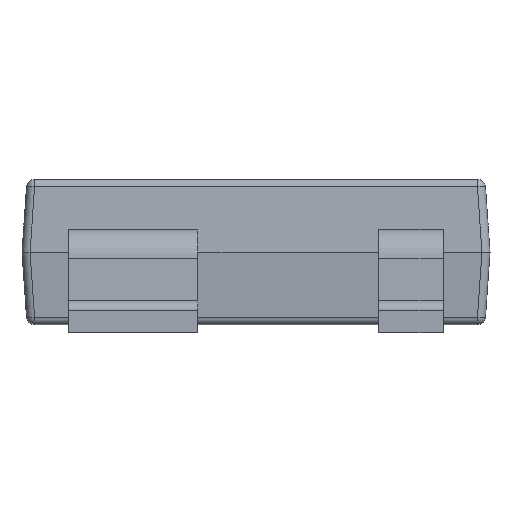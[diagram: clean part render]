
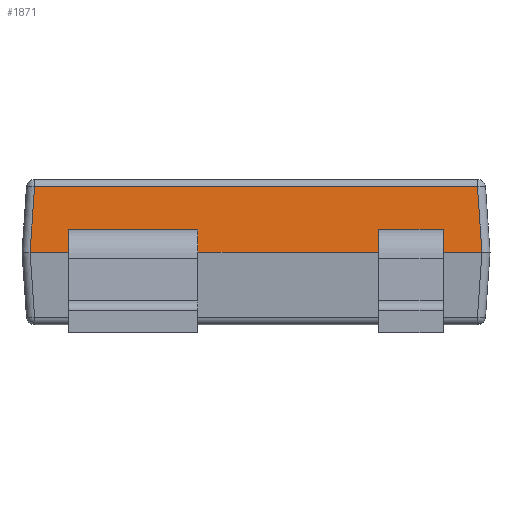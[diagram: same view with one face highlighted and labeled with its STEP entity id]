
A CAD part, front view. The second image highlights one B-rep face of the part: STEP entity #1871.
In plain terms, the highlighted planar face has unit normal (0, -0.998, 0.07).
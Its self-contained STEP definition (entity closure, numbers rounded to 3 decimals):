
#42 = CARTESIAN_POINT ( 'NONE',  ( -1.45, -0.65, 0. ) ) ;
#51 = VERTEX_POINT ( 'NONE', #1799 ) ;
#228 = CARTESIAN_POINT ( 'NONE',  ( 0.76, -0.64, 0.14 ) ) ;
#1531 = VERTEX_POINT ( 'NONE', #20783 ) ;
#1799 = CARTESIAN_POINT ( 'NONE',  ( 1.16, -0.64, 0.14 ) ) ;
#1871 = ADVANCED_FACE ( 'NONE', ( #7321 ), #14507, .T. ) ;
#1902 = VECTOR ( 'NONE', #21795, 1000. ) ;
#1913 = LINE ( 'NONE', #14710, #13250 ) ;
#1967 = CARTESIAN_POINT ( 'NONE',  ( -1.16, -0.65, 0. ) ) ;
#2008 = ORIENTED_EDGE ( 'NONE', *, *, #16934, .T. ) ;
#2071 = CARTESIAN_POINT ( 'NONE',  ( 1.16, -0.65, 0. ) ) ;
#2096 = VERTEX_POINT ( 'NONE', #228 ) ;
#2243 = CARTESIAN_POINT ( 'NONE',  ( -1.372, -0.622, 0.403 ) ) ;
#2747 = ORIENTED_EDGE ( 'NONE', *, *, #2780, .T. ) ;
#2780 = EDGE_CURVE ( 'NONE', #5525, #4830, #1913, .T. ) ;
#3151 = VECTOR ( 'NONE', #3891, 1000. ) ;
#3279 = ORIENTED_EDGE ( 'NONE', *, *, #15868, .F. ) ;
#3413 = VECTOR ( 'NONE', #23466, 1000. ) ;
#3693 = ORIENTED_EDGE ( 'NONE', *, *, #4387, .F. ) ;
#3891 = DIRECTION ( 'NONE',  ( 0., 0.07, 0.998 ) ) ;
#4387 = EDGE_CURVE ( 'NONE', #51, #2096, #18669, .T. ) ;
#4428 = CARTESIAN_POINT ( 'NONE',  ( -1.45, -0.65, 0. ) ) ;
#4693 = VECTOR ( 'NONE', #7244, 1000. ) ;
#4830 = VERTEX_POINT ( 'NONE', #2243 ) ;
#4994 = CARTESIAN_POINT ( 'NONE',  ( -1.4, -0.65, 0. ) ) ;
#5052 = LINE ( 'NONE', #17695, #18326 ) ;
#5193 = CARTESIAN_POINT ( 'NONE',  ( -1.45, -0.65, 0. ) ) ;
#5390 = EDGE_CURVE ( 'NONE', #15255, #13000, #9802, .T. ) ;
#5503 = DIRECTION ( 'NONE',  ( 1., 0., 0. ) ) ;
#5525 = VERTEX_POINT ( 'NONE', #20167 ) ;
#5646 = CARTESIAN_POINT ( 'NONE',  ( -1.45, -0.64, 0.14 ) ) ;
#5664 = VERTEX_POINT ( 'NONE', #4994 ) ;
#5914 = LINE ( 'NONE', #23620, #4693 ) ;
#6441 = DIRECTION ( 'NONE',  ( 1., 0., 0. ) ) ;
#7244 = DIRECTION ( 'NONE',  ( 0., 0.07, 0.998 ) ) ;
#7321 = FACE_OUTER_BOUND ( 'NONE', #11307, .T. ) ;
#7527 = DIRECTION ( 'NONE',  ( -1., 0., 0. ) ) ;
#7732 = VECTOR ( 'NONE', #23470, 1000. ) ;
#7817 = DIRECTION ( 'NONE',  ( -1., 0., 0. ) ) ;
#8389 = CARTESIAN_POINT ( 'NONE',  ( -1.45, -0.65, 0. ) ) ;
#8443 = EDGE_CURVE ( 'NONE', #2096, #13000, #23575, .T. ) ;
#9293 = LINE ( 'NONE', #16547, #3151 ) ;
#9473 = ORIENTED_EDGE ( 'NONE', *, *, #14301, .T. ) ;
#9643 = CARTESIAN_POINT ( 'NONE',  ( 1.4, -0.65, 0. ) ) ;
#9794 = CARTESIAN_POINT ( 'NONE',  ( -0.36, -0.65, 0. ) ) ;
#9802 = LINE ( 'NONE', #8389, #14887 ) ;
#9833 = DIRECTION ( 'NONE',  ( -0.07, -0.07, -0.995 ) ) ;
#10045 = DIRECTION ( 'NONE',  ( 1., 0., 0. ) ) ;
#10181 = EDGE_CURVE ( 'NONE', #1531, #17161, #5052, .T. ) ;
#10208 = ORIENTED_EDGE ( 'NONE', *, *, #10270, .T. ) ;
#10270 = EDGE_CURVE ( 'NONE', #12702, #14038, #20669, .T. ) ;
#11307 = EDGE_LOOP ( 'NONE', ( #10208, #18232, #2747, #2008, #9473, #21902, #15076, #3279, #16536, #19803, #3693, #22037 ) ) ;
#11387 = DIRECTION ( 'NONE',  ( 0., -0.998, 0.07 ) ) ;
#11497 = CARTESIAN_POINT ( 'NONE',  ( 1.386, -0.636, 0.197 ) ) ;
#11576 = VECTOR ( 'NONE', #20115, 1000. ) ;
#12260 = VECTOR ( 'NONE', #9833, 1000. ) ;
#12464 = EDGE_CURVE ( 'NONE', #18658, #1531, #5914, .T. ) ;
#12702 = VERTEX_POINT ( 'NONE', #18871 ) ;
#13000 = VERTEX_POINT ( 'NONE', #18850 ) ;
#13250 = VECTOR ( 'NONE', #7527, 1000. ) ;
#13391 = EDGE_CURVE ( 'NONE', #14038, #5525, #16949, .T. ) ;
#14038 = VERTEX_POINT ( 'NONE', #9643 ) ;
#14301 = EDGE_CURVE ( 'NONE', #5664, #18658, #23248, .T. ) ;
#14507 = PLANE ( 'NONE',  #18929 ) ;
#14517 = CARTESIAN_POINT ( 'NONE',  ( 0.76, -0.65, 0. ) ) ;
#14710 = CARTESIAN_POINT ( 'NONE',  ( -1.419, -0.622, 0.403 ) ) ;
#14887 = VECTOR ( 'NONE', #6441, 1000. ) ;
#14927 = VECTOR ( 'NONE', #10045, 1000. ) ;
#15076 = ORIENTED_EDGE ( 'NONE', *, *, #10181, .T. ) ;
#15096 = LINE ( 'NONE', #22401, #12260 ) ;
#15173 = VECTOR ( 'NONE', #7817, 1000. ) ;
#15255 = VERTEX_POINT ( 'NONE', #9794 ) ;
#15868 = EDGE_CURVE ( 'NONE', #15255, #17161, #9293, .T. ) ;
#16536 = ORIENTED_EDGE ( 'NONE', *, *, #5390, .T. ) ;
#16547 = CARTESIAN_POINT ( 'NONE',  ( -0.36, -0.65, 0. ) ) ;
#16727 = CARTESIAN_POINT ( 'NONE',  ( -0.36, -0.64, 0.14 ) ) ;
#16864 = EDGE_CURVE ( 'NONE', #51, #12702, #18434, .T. ) ;
#16934 = EDGE_CURVE ( 'NONE', #4830, #5664, #15096, .T. ) ;
#16949 = LINE ( 'NONE', #11497, #11576 ) ;
#17161 = VERTEX_POINT ( 'NONE', #16727 ) ;
#17695 = CARTESIAN_POINT ( 'NONE',  ( -1.45, -0.64, 0.14 ) ) ;
#18232 = ORIENTED_EDGE ( 'NONE', *, *, #13391, .T. ) ;
#18326 = VECTOR ( 'NONE', #5503, 1000. ) ;
#18434 = LINE ( 'NONE', #2071, #3413 ) ;
#18658 = VERTEX_POINT ( 'NONE', #1967 ) ;
#18669 = LINE ( 'NONE', #5646, #15173 ) ;
#18850 = CARTESIAN_POINT ( 'NONE',  ( 0.76, -0.65, 0. ) ) ;
#18871 = CARTESIAN_POINT ( 'NONE',  ( 1.16, -0.65, 0. ) ) ;
#18929 = AXIS2_PLACEMENT_3D ( 'NONE', #42, #11387, #22017 ) ;
#19803 = ORIENTED_EDGE ( 'NONE', *, *, #8443, .F. ) ;
#20115 = DIRECTION ( 'NONE',  ( -0.07, 0.07, 0.995 ) ) ;
#20167 = CARTESIAN_POINT ( 'NONE',  ( 1.372, -0.622, 0.403 ) ) ;
#20669 = LINE ( 'NONE', #4428, #14927 ) ;
#20783 = CARTESIAN_POINT ( 'NONE',  ( -1.16, -0.64, 0.14 ) ) ;
#21795 = DIRECTION ( 'NONE',  ( 0., -0.07, -0.998 ) ) ;
#21902 = ORIENTED_EDGE ( 'NONE', *, *, #12464, .T. ) ;
#22017 = DIRECTION ( 'NONE',  ( 0., -0.07, -0.998 ) ) ;
#22037 = ORIENTED_EDGE ( 'NONE', *, *, #16864, .T. ) ;
#22401 = CARTESIAN_POINT ( 'NONE',  ( -1.4, -0.65, -0.003 ) ) ;
#23248 = LINE ( 'NONE', #5193, #7732 ) ;
#23466 = DIRECTION ( 'NONE',  ( 0., -0.07, -0.998 ) ) ;
#23470 = DIRECTION ( 'NONE',  ( 1., 0., 0. ) ) ;
#23575 = LINE ( 'NONE', #14517, #1902 ) ;
#23620 = CARTESIAN_POINT ( 'NONE',  ( -1.16, -0.65, 0. ) ) ;
